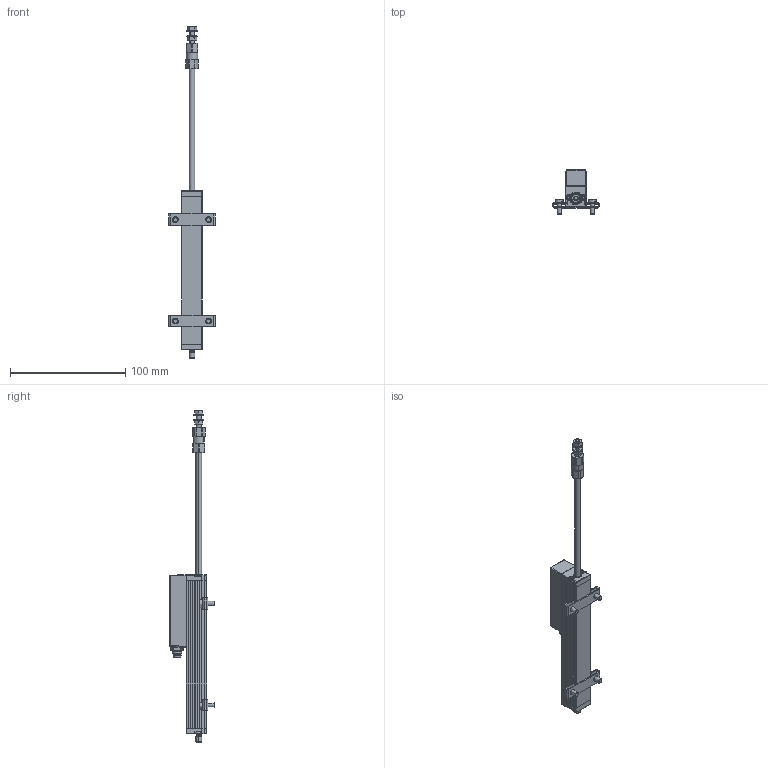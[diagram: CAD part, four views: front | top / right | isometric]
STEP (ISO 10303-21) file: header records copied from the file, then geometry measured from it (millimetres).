
FILE_DESCRIPTION (( 'STEP AP214' ), '1' );
FILE_NAME ('TE1-0100-101-411-101_ausgefahren.STEP', '2014-02-19T06:58:01', ( 'dummy' ), ( 'Hewlett-Packard Company' ), 'SwSTEP 2.0', 'SolidWorks 2013', '' );
FILE_SCHEMA (( 'AUTOMOTIVE_DESIGN' ));
Length unit declared in the file: millimetre
Products named in the file (1): TE1-0100-101-411-101_ausgefahren
Bounding box: 40.19 x 38.85 x 288 mm (x, y, z)
Surface area: 25620.5 mm2 (no closed solid volume)
Topology: 0 solids, 43 shells, 623 faces, 1912 edges, 1277 vertices
Faces by surface type: plane 260, cylinder 225, cone 89, torus 33, sphere 9, bspline 7
Entity records: 30210 total; most frequent: CARTESIAN_POINT 6516, DIRECTION 3778, ORIENTED_EDGE 2978, EDGE_CURVE 1907, AXIS2_PLACEMENT_3D 1407, VERTEX_POINT 1277, VECTOR 964, LINE 964
